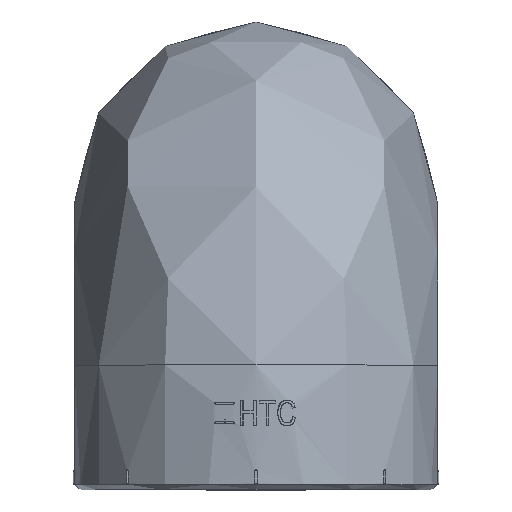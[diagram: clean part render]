
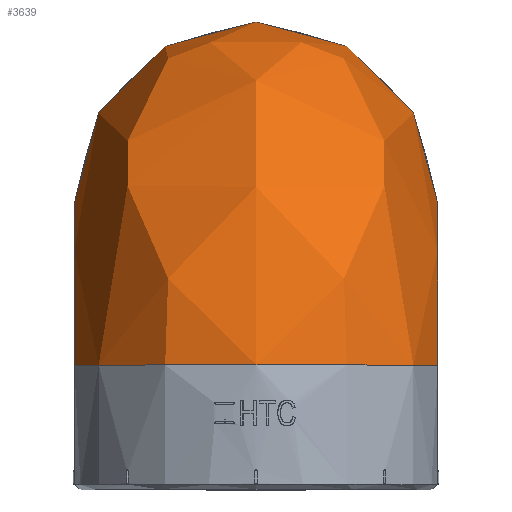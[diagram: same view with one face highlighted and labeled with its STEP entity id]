
A CAD part, top view. The second image highlights one B-rep face of the part: STEP entity #3639.
In plain terms, the highlighted free-form (B-spline) face has degree [4, 3] with [8, 9] control points.
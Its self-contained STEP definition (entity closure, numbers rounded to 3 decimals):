
#78=(
BOUNDED_SURFACE()
B_SPLINE_SURFACE(4,3,((#53033,#53034,#53035,#53036,#53037,#53038,#53039,
#53040,#53041),(#53042,#53043,#53044,#53045,#53046,#53047,#53048,#53049,
#53050),(#53051,#53052,#53053,#53054,#53055,#53056,#53057,#53058,#53059),
(#53060,#53061,#53062,#53063,#53064,#53065,#53066,#53067,#53068),(#53069,
#53070,#53071,#53072,#53073,#53074,#53075,#53076,#53077),(#53078,#53079,
#53080,#53081,#53082,#53083,#53084,#53085,#53086),(#53087,#53088,#53089,
#53090,#53091,#53092,#53093,#53094,#53095),(#53096,#53097,#53098,#53099,
#53100,#53101,#53102,#53103,#53104)),.UNSPECIFIED.,.F.,.F.,.F.)
B_SPLINE_SURFACE_WITH_KNOTS((5,3,5),(4,1,1,1,1,1,4),(0.,0.5,1.),(0.,0.223,
0.347,0.5,0.622,0.777,
1.),.UNSPECIFIED.)
GEOMETRIC_REPRESENTATION_ITEM()
RATIONAL_B_SPLINE_SURFACE(((1.017,1.017,1.017,
1.017,1.017,1.017,1.017,1.017,
1.017),(1.017,1.017,1.017,1.017,
1.017,1.017,1.017,1.017,1.017),
(0.958,0.958,0.958,0.958,
0.958,0.958,0.958,0.958,0.958),
(1.017,1.017,1.017,1.017,1.017,
1.017,1.017,1.017,1.017),(1.017,
1.017,1.017,1.017,1.017,1.017,
1.017,1.017,1.017),(0.958,0.958,
0.958,0.958,0.958,0.958,
0.958,0.958,0.958),(1.017,
1.017,1.017,1.017,1.017,1.017,
1.017,1.017,1.017),(1.017,1.017,
1.017,1.017,1.017,1.017,1.017,
1.017,1.017)))
REPRESENTATION_ITEM('')
SURFACE()
);
#1804=FACE_OUTER_BOUND('',#5781,.T.);
#3639=ADVANCED_FACE('',(#1804),#78,.T.);
#5613=(
BOUNDED_CURVE()
B_SPLINE_CURVE(3,(#51075,#51076,#51077,#51078,#51079,#51080,#51081,#51082,
#51083),.UNSPECIFIED.,.F.,.F.)
B_SPLINE_CURVE_WITH_KNOTS((4,1,1,1,1,1,4),(0.,0.223,0.378,
0.5,0.653,0.777,1.),.UNSPECIFIED.)
CURVE()
GEOMETRIC_REPRESENTATION_ITEM()
RATIONAL_B_SPLINE_CURVE((1.017,1.017,1.017,
1.017,1.017,1.017,1.017,1.017,
1.017))
REPRESENTATION_ITEM('')
);
#5614=(
BOUNDED_CURVE()
B_SPLINE_CURVE(3,(#51121,#51122,#51123,#51124,#51125,#51126,#51127,#51128,
#51129),.UNSPECIFIED.,.F.,.F.)
B_SPLINE_CURVE_WITH_KNOTS((4,1,1,1,1,1,4),(0.,0.223,0.347,
0.5,0.622,0.777,1.),.UNSPECIFIED.)
CURVE()
GEOMETRIC_REPRESENTATION_ITEM()
RATIONAL_B_SPLINE_CURVE((1.017,1.017,1.017,
1.017,1.017,1.017,1.017,1.017,
1.017))
REPRESENTATION_ITEM('')
);
#5781=EDGE_LOOP('',(#15846,#15847,#15848,#15849));
#15846=ORIENTED_EDGE('',*,*,#29350,.F.);
#15847=ORIENTED_EDGE('',*,*,#29979,.T.);
#15848=ORIENTED_EDGE('',*,*,#30047,.T.);
#15849=ORIENTED_EDGE('',*,*,#29977,.T.);
#25813=VERTEX_POINT('',#48023);
#25814=VERTEX_POINT('',#48025);
#26422=VERTEX_POINT('',#51084);
#26423=VERTEX_POINT('',#51120);
#29350=EDGE_CURVE('',#25813,#25814,#34116,.T.);
#29977=EDGE_CURVE('',#26422,#25814,#5613,.T.);
#29979=EDGE_CURVE('',#25813,#26423,#5614,.T.);
#30047=EDGE_CURVE('',#26423,#26422,#34190,.T.);
#34116=CIRCLE('',#34891,36.5);
#34190=CIRCLE('',#35400,36.5);
#34891=AXIS2_PLACEMENT_3D('',#48024,#39014,#39015);
#35400=AXIS2_PLACEMENT_3D('',#53031,#40093,#40094);
#39014=DIRECTION('',(0.,-1.,0.));
#39015=DIRECTION('',(0.,0.,1.));
#40093=DIRECTION('',(0.,0.,1.));
#40094=DIRECTION('',(-1.,0.,0.));
#48023=CARTESIAN_POINT('',(36.5,-3.235,-713.65));
#48024=CARTESIAN_POINT('',(0.,-3.235,-713.65));
#48025=CARTESIAN_POINT('',(-36.5,-3.235,-713.65));
#51075=CARTESIAN_POINT('',(-36.5,29.265,-746.15));
#51076=CARTESIAN_POINT('',(-36.5,29.266,-742.316));
#51077=CARTESIAN_POINT('',(-36.5,28.132,-735.913));
#51078=CARTESIAN_POINT('',(-36.5,24.229,-728.289));
#51079=CARTESIAN_POINT('',(-36.5,19.551,-722.621));
#51080=CARTESIAN_POINT('',(-36.5,14.177,-718.398));
#51081=CARTESIAN_POINT('',(-36.5,6.487,-714.693));
#51082=CARTESIAN_POINT('',(-36.5,0.589,-713.647));
#51083=CARTESIAN_POINT('',(-36.5,-3.235,-713.65));
#51084=CARTESIAN_POINT('',(-36.5,29.265,-746.15));
#51120=CARTESIAN_POINT('',(36.5,29.265,-746.15));
#51121=CARTESIAN_POINT('',(36.5,-3.235,-713.65));
#51122=CARTESIAN_POINT('',(36.5,0.589,-713.647));
#51123=CARTESIAN_POINT('',(36.5,6.487,-714.693));
#51124=CARTESIAN_POINT('',(36.5,14.177,-718.398));
#51125=CARTESIAN_POINT('',(36.5,19.551,-722.621));
#51126=CARTESIAN_POINT('',(36.5,24.229,-728.289));
#51127=CARTESIAN_POINT('',(36.5,28.132,-735.913));
#51128=CARTESIAN_POINT('',(36.5,29.266,-742.316));
#51129=CARTESIAN_POINT('',(36.5,29.265,-746.15));
#53031=CARTESIAN_POINT('',(0.,29.265,-746.15));
#53033=CARTESIAN_POINT('',(-36.5,-3.235,-713.65));
#53034=CARTESIAN_POINT('',(-36.5,0.589,-713.647));
#53035=CARTESIAN_POINT('',(-36.5,6.487,-714.693));
#53036=CARTESIAN_POINT('',(-36.5,14.177,-718.398));
#53037=CARTESIAN_POINT('',(-36.5,19.551,-722.621));
#53038=CARTESIAN_POINT('',(-36.5,24.229,-728.289));
#53039=CARTESIAN_POINT('',(-36.5,28.132,-735.913));
#53040=CARTESIAN_POINT('',(-36.5,29.266,-742.316));
#53041=CARTESIAN_POINT('',(-36.5,29.265,-746.15));
#53042=CARTESIAN_POINT('',(-36.5,-3.235,-700.745));
#53043=CARTESIAN_POINT('',(-36.5,2.077,-700.739));
#53044=CARTESIAN_POINT('',(-36.5,10.348,-702.203));
#53045=CARTESIAN_POINT('',(-36.5,21.104,-707.39));
#53046=CARTESIAN_POINT('',(-36.5,28.599,-713.28));
#53047=CARTESIAN_POINT('',(-36.5,35.123,-721.184));
#53048=CARTESIAN_POINT('',(-36.5,40.585,-731.845));
#53049=CARTESIAN_POINT('',(-36.5,42.174,-740.824));
#53050=CARTESIAN_POINT('',(-36.5,42.17,-746.15));
#53051=CARTESIAN_POINT('',(-30.048,-3.235,-683.602));
#53052=CARTESIAN_POINT('',(-30.048,4.053,-683.591));
#53053=CARTESIAN_POINT('',(-30.048,15.477,-685.612));
#53054=CARTESIAN_POINT('',(-30.048,30.305,-692.767));
#53055=CARTESIAN_POINT('',(-30.048,40.619,-700.871));
#53056=CARTESIAN_POINT('',(-30.048,49.595,-711.745));
#53057=CARTESIAN_POINT('',(-30.048,57.128,-726.441));
#53058=CARTESIAN_POINT('',(-30.048,59.32,-738.843));
#53059=CARTESIAN_POINT('',(-30.048,59.313,-746.15));
#53060=CARTESIAN_POINT('',(-12.905,-3.235,-677.15));
#53061=CARTESIAN_POINT('',(-12.905,4.797,-677.137));
#53062=CARTESIAN_POINT('',(-12.905,17.407,-679.367));
#53063=CARTESIAN_POINT('',(-12.905,33.769,-687.263));
#53064=CARTESIAN_POINT('',(-12.905,45.143,-696.201));
#53065=CARTESIAN_POINT('',(-12.905,55.042,-708.193));
#53066=CARTESIAN_POINT('',(-12.905,63.355,-724.407));
#53067=CARTESIAN_POINT('',(-12.905,65.774,-738.097));
#53068=CARTESIAN_POINT('',(-12.905,65.765,-746.15));
#53069=CARTESIAN_POINT('',(12.905,-3.235,-677.15));
#53070=CARTESIAN_POINT('',(12.905,4.797,-677.137));
#53071=CARTESIAN_POINT('',(12.905,17.407,-679.367));
#53072=CARTESIAN_POINT('',(12.905,33.769,-687.263));
#53073=CARTESIAN_POINT('',(12.905,45.143,-696.201));
#53074=CARTESIAN_POINT('',(12.905,55.042,-708.193));
#53075=CARTESIAN_POINT('',(12.905,63.355,-724.407));
#53076=CARTESIAN_POINT('',(12.905,65.774,-738.097));
#53077=CARTESIAN_POINT('',(12.905,65.765,-746.15));
#53078=CARTESIAN_POINT('',(30.048,-3.235,-683.602));
#53079=CARTESIAN_POINT('',(30.048,4.053,-683.591));
#53080=CARTESIAN_POINT('',(30.048,15.477,-685.612));
#53081=CARTESIAN_POINT('',(30.048,30.305,-692.767));
#53082=CARTESIAN_POINT('',(30.048,40.619,-700.871));
#53083=CARTESIAN_POINT('',(30.048,49.595,-711.745));
#53084=CARTESIAN_POINT('',(30.048,57.128,-726.441));
#53085=CARTESIAN_POINT('',(30.048,59.32,-738.843));
#53086=CARTESIAN_POINT('',(30.048,59.313,-746.15));
#53087=CARTESIAN_POINT('',(36.5,-3.235,-700.745));
#53088=CARTESIAN_POINT('',(36.5,2.077,-700.739));
#53089=CARTESIAN_POINT('',(36.5,10.348,-702.203));
#53090=CARTESIAN_POINT('',(36.5,21.104,-707.39));
#53091=CARTESIAN_POINT('',(36.5,28.599,-713.28));
#53092=CARTESIAN_POINT('',(36.5,35.123,-721.184));
#53093=CARTESIAN_POINT('',(36.5,40.585,-731.845));
#53094=CARTESIAN_POINT('',(36.5,42.174,-740.824));
#53095=CARTESIAN_POINT('',(36.5,42.17,-746.15));
#53096=CARTESIAN_POINT('',(36.5,-3.235,-713.65));
#53097=CARTESIAN_POINT('',(36.5,0.589,-713.647));
#53098=CARTESIAN_POINT('',(36.5,6.487,-714.693));
#53099=CARTESIAN_POINT('',(36.5,14.177,-718.398));
#53100=CARTESIAN_POINT('',(36.5,19.551,-722.621));
#53101=CARTESIAN_POINT('',(36.5,24.229,-728.289));
#53102=CARTESIAN_POINT('',(36.5,28.132,-735.913));
#53103=CARTESIAN_POINT('',(36.5,29.266,-742.316));
#53104=CARTESIAN_POINT('',(36.5,29.265,-746.15));
